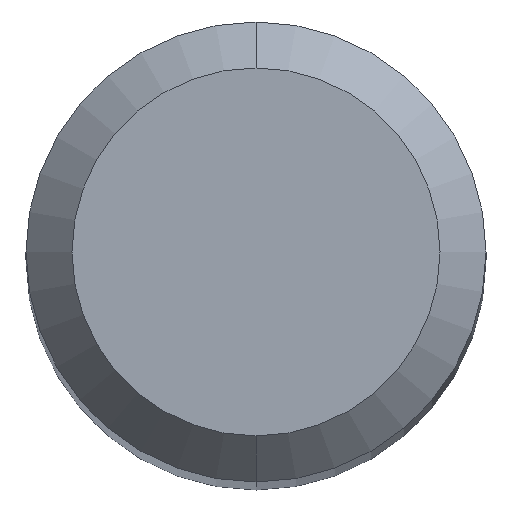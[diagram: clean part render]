
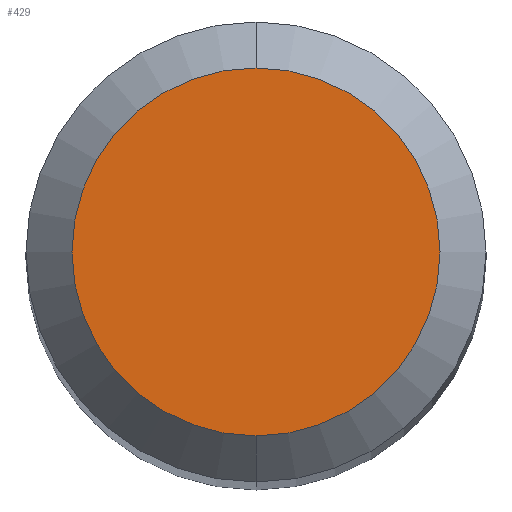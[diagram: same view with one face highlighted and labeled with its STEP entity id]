
A CAD part, top view. The second image highlights one B-rep face of the part: STEP entity #429.
In plain terms, the highlighted planar face has unit normal (0, 0, 1).
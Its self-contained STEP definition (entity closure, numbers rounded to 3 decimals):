
#279=EDGE_CURVE('',#357,#341,#597,.T.);
#325=EDGE_CURVE('',#341,#357,#647,.T.);
#341=VERTEX_POINT('',#664);
#357=VERTEX_POINT('',#683);
#429=ADVANCED_FACE('',(#761),#762,.T.);
#597=CIRCLE('',#1051,1.2);
#647=CIRCLE('',#1185,1.2);
#664=CARTESIAN_POINT('',(0.,-1.2,0.0));
#683=CARTESIAN_POINT('',(0.0,1.2,0.0));
#761=FACE_OUTER_BOUND('',#1381,.T.);
#762=PLANE('',#1382);
#1051=AXIS2_PLACEMENT_3D('',#1568,#1569,#1570);
#1185=AXIS2_PLACEMENT_3D('',#1619,#1620,#1621);
#1381=EDGE_LOOP('',(#1761,#1762));
#1382=AXIS2_PLACEMENT_3D('',#1763,#1764,#1765);
#1568=CARTESIAN_POINT('',(0.0,0.0,0.0));
#1569=DIRECTION('',(0.0,0.0,-1.0));
#1570=DIRECTION('',(0.0,1.0,0.0));
#1619=CARTESIAN_POINT('',(0.0,0.0,0.0));
#1620=DIRECTION('',(0.0,0.0,-1.0));
#1621=DIRECTION('',(0.0,1.0,0.0));
#1761=ORIENTED_EDGE('',*,*,#279,.F.);
#1762=ORIENTED_EDGE('',*,*,#325,.F.);
#1763=CARTESIAN_POINT('',(0.0,0.6,0.0));
#1764=DIRECTION('',(-0.0,0.0,1.0));
#1765=DIRECTION('',(0.0,-1.0,0.0));
